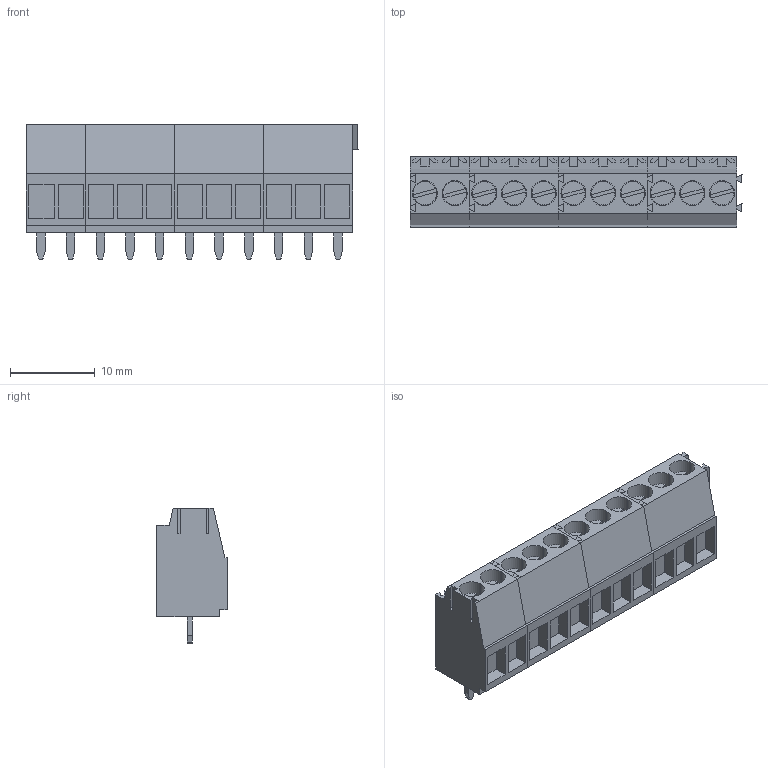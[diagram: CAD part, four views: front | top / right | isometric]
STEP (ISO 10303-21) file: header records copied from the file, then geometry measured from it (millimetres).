
FILE_DESCRIPTION(('CATIA V5 STEP Exchange','CAx-IF Rec.Pracs.--- Model Styling and Organization---1.2---2011-12-15'),'2;1');
FILE_NAME ('D1457379_0_1845100000_1845100000.stp','2018-03-12T10:51:19+00:00',('none'),('Weidmueller'),'CATIA Version 5-6 Release 2014','CATIA V5 STEP AP214','none');
FILE_SCHEMA(('AUTOMOTIVE_DESIGN { 1 0 10303 214 1 1 1 1 }'));
Length unit declared in the file: millimetre
Products named in the file (1): 1845100000
Bounding box: 39.1 x 8.3 x 16 mm (x, y, z)
Volume: 3055.4 mm3; surface area: 4098.4 mm2
Topology: 26 solids, 26 shells, 673 faces, 1764 edges, 1176 vertices
Faces by surface type: plane 574, cylinder 99
Entity records: 20219 total; most frequent: CARTESIAN_POINT 3673, ORIENTED_EDGE 3528, DIRECTION 2843, EDGE_CURVE 1764, VECTOR 1522, LINE 1522, VERTEX_POINT 1176, AXIS2_PLACEMENT_3D 774
